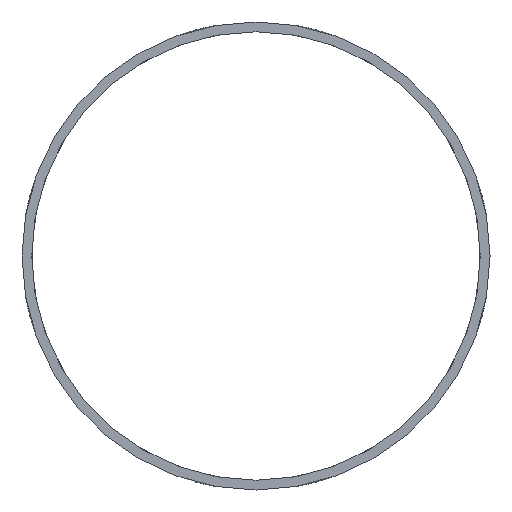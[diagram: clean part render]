
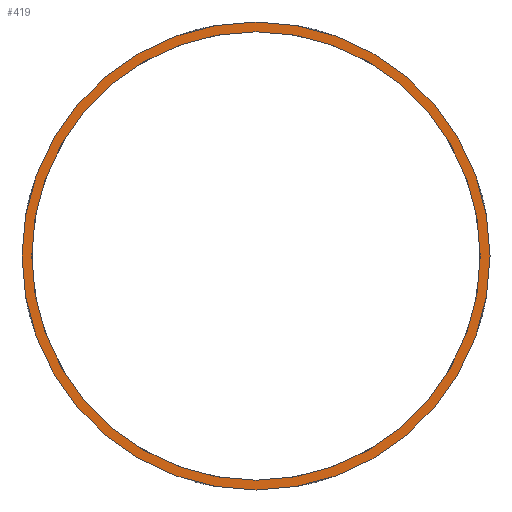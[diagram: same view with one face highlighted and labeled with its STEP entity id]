
A CAD part, front view. The second image highlights one B-rep face of the part: STEP entity #419.
In plain terms, the highlighted planar face has unit normal (0, -1, 0).
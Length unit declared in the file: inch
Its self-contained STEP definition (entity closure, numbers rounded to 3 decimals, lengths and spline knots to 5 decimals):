
#32 = CARTESIAN_POINT ( 'NONE',  ( 0., 0., 0. ) ) ;
#135 = ORIENTED_EDGE ( 'NONE', *, *, #1106, .F. ) ;
#139 = VERTEX_POINT ( 'NONE', #325 ) ;
#147 = ORIENTED_EDGE ( 'NONE', *, *, #2233, .T. ) ;
#179 = CIRCLE ( 'NONE', #2110, 2.875 ) ;
#220 = FACE_OUTER_BOUND ( 'NONE', #1979, .T. ) ;
#239 = DIRECTION ( 'NONE',  ( 0., 1., 0. ) ) ;
#325 = CARTESIAN_POINT ( 'NONE',  ( 0., 0., 2.875 ) ) ;
#330 = ORIENTED_EDGE ( 'NONE', *, *, #504, .F. ) ;
#419 = ADVANCED_FACE ( 'NONE', ( #220, #1156 ), #423, .F. ) ;
#423 = PLANE ( 'NONE',  #1898 ) ;
#459 = CARTESIAN_POINT ( 'NONE',  ( 0., 0., -2.875 ) ) ;
#460 = CIRCLE ( 'NONE', #1795, 3. ) ;
#504 = EDGE_CURVE ( 'NONE', #551, #1872, #460, .T. ) ;
#514 = VERTEX_POINT ( 'NONE', #459 ) ;
#517 = CARTESIAN_POINT ( 'NONE',  ( 0., 0., 3. ) ) ;
#533 = CARTESIAN_POINT ( 'NONE',  ( 0., 0., 0. ) ) ;
#551 = VERTEX_POINT ( 'NONE', #1184 ) ;
#554 = DIRECTION ( 'NONE',  ( 0., 0., 1. ) ) ;
#579 = DIRECTION ( 'NONE',  ( 0., 1., 0. ) ) ;
#656 = CIRCLE ( 'NONE', #1489, 3. ) ;
#764 = CARTESIAN_POINT ( 'NONE',  ( 0., 0., 0. ) ) ;
#910 = DIRECTION ( 'NONE',  ( 0., 1., 0. ) ) ;
#965 = DIRECTION ( 'NONE',  ( 0., 0., 1. ) ) ;
#1051 = EDGE_CURVE ( 'NONE', #514, #139, #1676, .T. ) ;
#1055 = EDGE_LOOP ( 'NONE', ( #1601, #147 ) ) ;
#1106 = EDGE_CURVE ( 'NONE', #1872, #551, #656, .T. ) ;
#1156 = FACE_BOUND ( 'NONE', #1055, .T. ) ;
#1184 = CARTESIAN_POINT ( 'NONE',  ( 0., 0., -3. ) ) ;
#1253 = DIRECTION ( 'NONE',  ( 0., 0., 1. ) ) ;
#1480 = CARTESIAN_POINT ( 'NONE',  ( 0., 0., 0. ) ) ;
#1489 = AXIS2_PLACEMENT_3D ( 'NONE', #764, #2238, #1492 ) ;
#1492 = DIRECTION ( 'NONE',  ( 0., 0., 1. ) ) ;
#1601 = ORIENTED_EDGE ( 'NONE', *, *, #1051, .T. ) ;
#1676 = CIRCLE ( 'NONE', #2290, 2.875 ) ;
#1795 = AXIS2_PLACEMENT_3D ( 'NONE', #1867, #239, #965 ) ;
#1839 = DIRECTION ( 'NONE',  ( 0., 0., 1. ) ) ;
#1867 = CARTESIAN_POINT ( 'NONE',  ( 0., 0., 0. ) ) ;
#1872 = VERTEX_POINT ( 'NONE', #517 ) ;
#1898 = AXIS2_PLACEMENT_3D ( 'NONE', #32, #579, #1839 ) ;
#1979 = EDGE_LOOP ( 'NONE', ( #330, #135 ) ) ;
#2002 = DIRECTION ( 'NONE',  ( 0., 1., 0. ) ) ;
#2110 = AXIS2_PLACEMENT_3D ( 'NONE', #533, #910, #1253 ) ;
#2233 = EDGE_CURVE ( 'NONE', #139, #514, #179, .T. ) ;
#2238 = DIRECTION ( 'NONE',  ( 0., 1., 0. ) ) ;
#2290 = AXIS2_PLACEMENT_3D ( 'NONE', #1480, #2002, #554 ) ;
